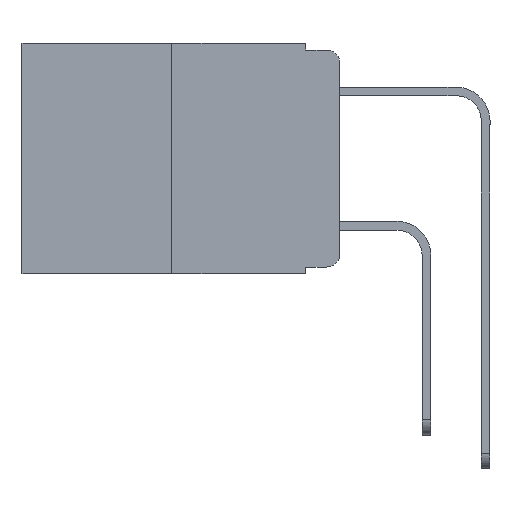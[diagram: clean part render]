
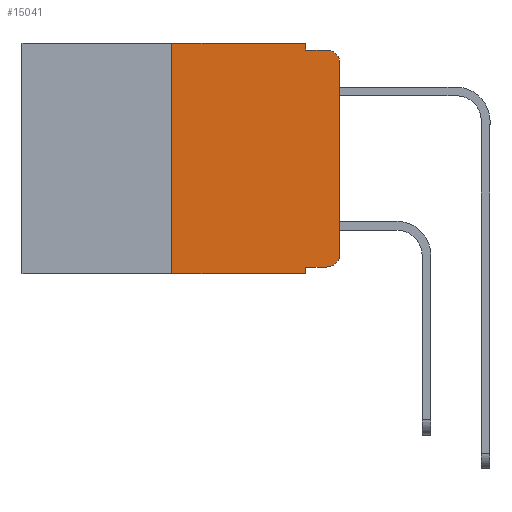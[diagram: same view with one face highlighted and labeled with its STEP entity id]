
A CAD part, left-side view. The second image highlights one B-rep face of the part: STEP entity #15041.
In plain terms, the highlighted planar face has unit normal (-1, 0, 0).
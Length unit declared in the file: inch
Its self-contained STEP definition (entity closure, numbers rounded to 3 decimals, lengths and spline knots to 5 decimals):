
#159 = DIRECTION ( 'NONE',  ( 0., 0., -1. ) ) ;
#198 = CARTESIAN_POINT ( 'NONE',  ( 0., 0., -0.313 ) ) ;
#336 = EDGE_CURVE ( 'NONE', #4581, #10795, #8679, .T. ) ;
#545 = ORIENTED_EDGE ( 'NONE', *, *, #8735, .T. ) ;
#652 = DIRECTION ( 'NONE',  ( 0., -1., 0. ) ) ;
#841 = LINE ( 'NONE', #11987, #14807 ) ;
#1368 = DIRECTION ( 'NONE',  ( 0., 0., -1. ) ) ;
#1600 = DIRECTION ( 'NONE',  ( 0., 0., -1. ) ) ;
#1659 = ORIENTED_EDGE ( 'NONE', *, *, #16700, .T. ) ;
#1958 = VERTEX_POINT ( 'NONE', #2483 ) ;
#2388 = CARTESIAN_POINT ( 'NONE',  ( 0., 0.051, 0. ) ) ;
#2483 = CARTESIAN_POINT ( 'NONE',  ( 0., 0., -0.03 ) ) ;
#2767 = ORIENTED_EDGE ( 'NONE', *, *, #7067, .F. ) ;
#2896 = EDGE_LOOP ( 'NONE', ( #9924, #14916, #2767, #11215, #13671, #14931, #16944, #3685, #1659, #545 ) ) ;
#3059 = VECTOR ( 'NONE', #5008, 39.37008 ) ;
#3685 = ORIENTED_EDGE ( 'NONE', *, *, #4801, .F. ) ;
#3894 = PLANE ( 'NONE',  #16422 ) ;
#3986 = VERTEX_POINT ( 'NONE', #4411 ) ;
#4081 = EDGE_CURVE ( 'NONE', #17126, #3986, #13716, .T. ) ;
#4411 = CARTESIAN_POINT ( 'NONE',  ( 0., 0.051, -0.343 ) ) ;
#4581 = VERTEX_POINT ( 'NONE', #15276 ) ;
#4724 = VECTOR ( 'NONE', #1600, 39.37008 ) ;
#4801 = EDGE_CURVE ( 'NONE', #7145, #3986, #11855, .T. ) ;
#5008 = DIRECTION ( 'NONE',  ( 0., -1., 0. ) ) ;
#5206 = DIRECTION ( 'NONE',  ( 1., 0., 0. ) ) ;
#5207 = VERTEX_POINT ( 'NONE', #11492 ) ;
#5845 = FACE_OUTER_BOUND ( 'NONE', #2896, .T. ) ;
#6187 = DIRECTION ( 'NONE',  ( 0., 0., 1. ) ) ;
#6532 = VERTEX_POINT ( 'NONE', #16841 ) ;
#6646 = DIRECTION ( 'NONE',  ( 0., 0., 1. ) ) ;
#6729 = AXIS2_PLACEMENT_3D ( 'NONE', #16329, #8417, #159 ) ;
#7067 = EDGE_CURVE ( 'NONE', #10795, #6532, #11355, .T. ) ;
#7115 = DIRECTION ( 'NONE',  ( 0., -1., 0. ) ) ;
#7145 = VERTEX_POINT ( 'NONE', #8931 ) ;
#7783 = VECTOR ( 'NONE', #10119, 39.37008 ) ;
#7934 = LINE ( 'NONE', #9813, #14161 ) ;
#8263 = EDGE_CURVE ( 'NONE', #9634, #1958, #9398, .T. ) ;
#8417 = DIRECTION ( 'NONE',  ( -1., 0., 0. ) ) ;
#8418 = CARTESIAN_POINT ( 'NONE',  ( 0., 0.051, -0.01 ) ) ;
#8679 = LINE ( 'NONE', #14713, #11823 ) ;
#8735 = EDGE_CURVE ( 'NONE', #11856, #9634, #9808, .T. ) ;
#8931 = CARTESIAN_POINT ( 'NONE',  ( 0., 0.051, -0.333 ) ) ;
#9158 = CIRCLE ( 'NONE', #15516, 0.02 ) ;
#9169 = EDGE_CURVE ( 'NONE', #5207, #4581, #16623, .T. ) ;
#9398 = LINE ( 'NONE', #15508, #12526 ) ;
#9541 = DIRECTION ( 'NONE',  ( -1., 0., 0. ) ) ;
#9634 = VERTEX_POINT ( 'NONE', #198 ) ;
#9808 = CIRCLE ( 'NONE', #6729, 0.02 ) ;
#9813 = CARTESIAN_POINT ( 'NONE',  ( 0., 0.051, -0.333 ) ) ;
#9924 = ORIENTED_EDGE ( 'NONE', *, *, #8263, .T. ) ;
#10119 = DIRECTION ( 'NONE',  ( 0., -1., 0. ) ) ;
#10183 = EDGE_CURVE ( 'NONE', #1958, #6532, #9158, .T. ) ;
#10235 = CARTESIAN_POINT ( 'NONE',  ( 0., 0.473, 0. ) ) ;
#10795 = VERTEX_POINT ( 'NONE', #8418 ) ;
#11215 = ORIENTED_EDGE ( 'NONE', *, *, #336, .F. ) ;
#11355 = LINE ( 'NONE', #14025, #7783 ) ;
#11492 = CARTESIAN_POINT ( 'NONE',  ( 0., 0.25, 0. ) ) ;
#11823 = VECTOR ( 'NONE', #15685, 39.37008 ) ;
#11855 = LINE ( 'NONE', #2388, #4724 ) ;
#11856 = VERTEX_POINT ( 'NONE', #16972 ) ;
#11912 = CARTESIAN_POINT ( 'NONE',  ( 0., 0.25, -0.343 ) ) ;
#11987 = CARTESIAN_POINT ( 'NONE',  ( 0., 0.25, 0. ) ) ;
#12526 = VECTOR ( 'NONE', #6187, 39.37008 ) ;
#13214 = CARTESIAN_POINT ( 'NONE',  ( 0., 0.473, 0. ) ) ;
#13671 = ORIENTED_EDGE ( 'NONE', *, *, #9169, .F. ) ;
#13716 = LINE ( 'NONE', #16575, #3059 ) ;
#14025 = CARTESIAN_POINT ( 'NONE',  ( 0., 0.051, -0.01 ) ) ;
#14161 = VECTOR ( 'NONE', #7115, 39.37008 ) ;
#14540 = DIRECTION ( 'NONE',  ( 0., 0., -1. ) ) ;
#14713 = CARTESIAN_POINT ( 'NONE',  ( 0., 0.051, 0. ) ) ;
#14807 = VECTOR ( 'NONE', #6646, 39.37008 ) ;
#14916 = ORIENTED_EDGE ( 'NONE', *, *, #10183, .T. ) ;
#14931 = ORIENTED_EDGE ( 'NONE', *, *, #16377, .F. ) ;
#15041 = ADVANCED_FACE ( 'NONE', ( #5845 ), #3894, .F. ) ;
#15276 = CARTESIAN_POINT ( 'NONE',  ( 0., 0.051, 0. ) ) ;
#15508 = CARTESIAN_POINT ( 'NONE',  ( 0., 0., 0. ) ) ;
#15516 = AXIS2_PLACEMENT_3D ( 'NONE', #17413, #9541, #1368 ) ;
#15685 = DIRECTION ( 'NONE',  ( 0., 0., -1. ) ) ;
#16209 = VECTOR ( 'NONE', #652, 39.37008 ) ;
#16329 = CARTESIAN_POINT ( 'NONE',  ( 0., 0.02, -0.313 ) ) ;
#16377 = EDGE_CURVE ( 'NONE', #17126, #5207, #841, .T. ) ;
#16422 = AXIS2_PLACEMENT_3D ( 'NONE', #13214, #5206, #14540 ) ;
#16575 = CARTESIAN_POINT ( 'NONE',  ( 0., 0.473, -0.343 ) ) ;
#16623 = LINE ( 'NONE', #10235, #16209 ) ;
#16700 = EDGE_CURVE ( 'NONE', #7145, #11856, #7934, .T. ) ;
#16841 = CARTESIAN_POINT ( 'NONE',  ( 0., 0.02, -0.01 ) ) ;
#16944 = ORIENTED_EDGE ( 'NONE', *, *, #4081, .T. ) ;
#16972 = CARTESIAN_POINT ( 'NONE',  ( 0., 0.02, -0.333 ) ) ;
#17126 = VERTEX_POINT ( 'NONE', #11912 ) ;
#17413 = CARTESIAN_POINT ( 'NONE',  ( 0., 0.02, -0.03 ) ) ;
